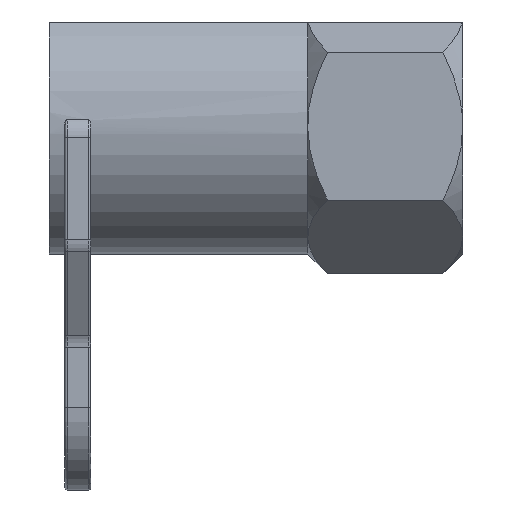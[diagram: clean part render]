
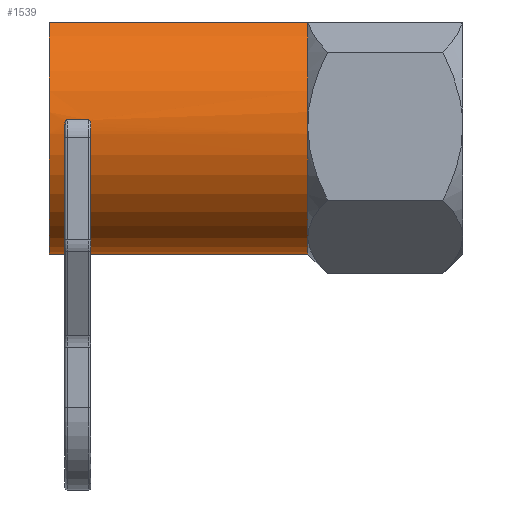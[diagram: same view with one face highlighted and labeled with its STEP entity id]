
A CAD part, left-side view. The second image highlights one B-rep face of the part: STEP entity #1539.
In plain terms, the highlighted cylindrical face has radius 30.96 mm (diameter 61.921 mm), a partial arc.
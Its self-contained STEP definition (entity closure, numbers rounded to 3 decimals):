
#46 = CIRCLE ( 'NONE', #104, 30.96 ) ;
#47 = CARTESIAN_POINT ( 'NONE',  ( 0., 37.5, -30.96 ) ) ;
#48 = DIRECTION ( 'NONE',  ( 0., -1., 0. ) ) ;
#49 = VECTOR ( 'NONE', #48, 1000. ) ;
#50 = CARTESIAN_POINT ( 'NONE',  ( 0., 100., -30.96 ) ) ;
#51 = LINE ( 'NONE', #50, #49 ) ;
#97 = DIRECTION ( 'NONE',  ( 0., 1., 0. ) ) ;
#98 = VECTOR ( 'NONE', #97, 1000. ) ;
#99 = CARTESIAN_POINT ( 'NONE',  ( -18.011, 37.5, 25.182 ) ) ;
#100 = LINE ( 'NONE', #99, #98 ) ;
#101 = DIRECTION ( 'NONE',  ( 0., 0., 1. ) ) ;
#102 = DIRECTION ( 'NONE',  ( 0., 1., 0. ) ) ;
#103 = CARTESIAN_POINT ( 'NONE',  ( 0., 37.5, 0. ) ) ;
#104 = AXIS2_PLACEMENT_3D ( 'NONE', #103, #102, #101 ) ;
#105 = CARTESIAN_POINT ( 'NONE',  ( -18.011, 37.5, 25.182 ) ) ;
#210 = DIRECTION ( 'NONE',  ( 0., 0., -1. ) ) ;
#211 = DIRECTION ( 'NONE',  ( 0., -1., 0. ) ) ;
#212 = CARTESIAN_POINT ( 'NONE',  ( 0., 100., 0. ) ) ;
#223 = AXIS2_PLACEMENT_3D ( 'NONE', #212, #211, #210 ) ;
#224 = FACE_BOUND ( 'NONE', #1540, .T. ) ;
#226 = CYLINDRICAL_SURFACE ( 'NONE', #223, 30.96 ) ;
#227 = FACE_OUTER_BOUND ( 'NONE', #1429, .T. ) ;
#1421 = ORIENTED_EDGE ( 'NONE', *, *, #1422, .T. ) ;
#1422 = EDGE_CURVE ( 'NONE', #1463, #1423, #2827, .T. ) ;
#1423 = VERTEX_POINT ( 'NONE', #2823 ) ;
#1424 = ORIENTED_EDGE ( 'NONE', *, *, #1425, .T. ) ;
#1425 = EDGE_CURVE ( 'NONE', #1423, #1426, #2822, .T. ) ;
#1426 = VERTEX_POINT ( 'NONE', #2821 ) ;
#1427 = ORIENTED_EDGE ( 'NONE', *, *, #1428, .T. ) ;
#1428 = EDGE_CURVE ( 'NONE', #1426, #1456, #2820, .T. ) ;
#1429 = EDGE_LOOP ( 'NONE', ( #1430, #1434, #1483, #1486 ) ) ;
#1430 = ORIENTED_EDGE ( 'NONE', *, *, #1431, .F. ) ;
#1431 = EDGE_CURVE ( 'NONE', #1432, #1433, #2806, .T. ) ;
#1432 = VERTEX_POINT ( 'NONE', #2802 ) ;
#1433 = VERTEX_POINT ( 'NONE', #2801 ) ;
#1434 = ORIENTED_EDGE ( 'NONE', *, *, #1481, .T. ) ;
#1455 = EDGE_CURVE ( 'NONE', #1456, #1457, #2883, .T. ) ;
#1456 = VERTEX_POINT ( 'NONE', #2879 ) ;
#1457 = VERTEX_POINT ( 'NONE', #2878 ) ;
#1458 = ORIENTED_EDGE ( 'NONE', *, *, #1459, .F. ) ;
#1459 = EDGE_CURVE ( 'NONE', #1460, #1457, #2877, .T. ) ;
#1460 = VERTEX_POINT ( 'NONE', #2872 ) ;
#1461 = ORIENTED_EDGE ( 'NONE', *, *, #1462, .T. ) ;
#1462 = EDGE_CURVE ( 'NONE', #1460, #1463, #2870, .T. ) ;
#1463 = VERTEX_POINT ( 'NONE', #2869 ) ;
#1481 = EDGE_CURVE ( 'NONE', #1432, #1482, #51, .T. ) ;
#1482 = VERTEX_POINT ( 'NONE', #47 ) ;
#1483 = ORIENTED_EDGE ( 'NONE', *, *, #1484, .T. ) ;
#1484 = EDGE_CURVE ( 'NONE', #1482, #1485, #46, .T. ) ;
#1485 = VERTEX_POINT ( 'NONE', #105 ) ;
#1486 = ORIENTED_EDGE ( 'NONE', *, *, #1487, .T. ) ;
#1487 = EDGE_CURVE ( 'NONE', #1485, #1433, #100, .T. ) ;
#1539 = ADVANCED_FACE ( 'NONE', ( #224, #227 ), #226, .T. ) ;
#1540 = EDGE_LOOP ( 'NONE', ( #1541, #1458, #1461, #1421, #1424, #1427 ) ) ;
#1541 = ORIENTED_EDGE ( 'NONE', *, *, #1455, .T. ) ;
#1846 = CARTESIAN_POINT ( 'NONE',  ( -30.925, 95.857, 1.474 ) ) ;
#2096 = CARTESIAN_POINT ( 'NONE',  ( -30.924, 95.7, 1.5 ) ) ;
#2097 = CARTESIAN_POINT ( 'NONE',  ( -30.924, 95.78, 1.5 ) ) ;
#2801 = CARTESIAN_POINT ( 'NONE',  ( -18.011, 100., 25.182 ) ) ;
#2802 = CARTESIAN_POINT ( 'NONE',  ( 0., 100., -30.96 ) ) ;
#2803 = DIRECTION ( 'NONE',  ( 0., 0., 1. ) ) ;
#2804 = DIRECTION ( 'NONE',  ( 0., 1., 0. ) ) ;
#2805 = AXIS2_PLACEMENT_3D ( 'NONE', #2811, #2804, #2803 ) ;
#2806 = CIRCLE ( 'NONE', #2805, 30.96 ) ;
#2807 = DIRECTION ( 'NONE',  ( 0., 0., 1. ) ) ;
#2808 = DIRECTION ( 'NONE',  ( 0., -1., 0. ) ) ;
#2809 = CARTESIAN_POINT ( 'NONE',  ( 0., 90., 0. ) ) ;
#2810 = AXIS2_PLACEMENT_3D ( 'NONE', #2809, #2808, #2807 ) ;
#2811 = CARTESIAN_POINT ( 'NONE',  ( 0., 100., 0. ) ) ;
#2812 = CARTESIAN_POINT ( 'NONE',  ( -30.95, 90., 0.81 ) ) ;
#2813 = CARTESIAN_POINT ( 'NONE',  ( -30.946, 90., 0.968 ) ) ;
#2814 = CARTESIAN_POINT ( 'NONE',  ( -30.94, 90.035, 1.125 ) ) ;
#2815 = CARTESIAN_POINT ( 'NONE',  ( -30.932, 90.159, 1.327 ) ) ;
#2816 = CARTESIAN_POINT ( 'NONE',  ( -30.929, 90.212, 1.386 ) ) ;
#2817 = CARTESIAN_POINT ( 'NONE',  ( -30.925, 90.343, 1.474 ) ) ;
#2818 = CARTESIAN_POINT ( 'NONE',  ( -30.924, 90.42, 1.5 ) ) ;
#2819 = CARTESIAN_POINT ( 'NONE',  ( -30.924, 90.5, 1.5 ) ) ;
#2820 = CIRCLE ( 'NONE', #2810, 30.96 ) ;
#2821 = CARTESIAN_POINT ( 'NONE',  ( -30.95, 90., 0.81 ) ) ;
#2822 = B_SPLINE_CURVE_WITH_KNOTS ( 'NONE', 3,
 ( #2819, #2818, #2817, #2816, #2815, #2814, #2813, #2812 ),
 .UNSPECIFIED., .F., .F.,
 ( 4, 2, 2, 4 ),
 ( 0., 0., 0., 0.001 ),
 .UNSPECIFIED. ) ;
#2823 = CARTESIAN_POINT ( 'NONE',  ( -30.924, 90.5, 1.5 ) ) ;
#2824 = DIRECTION ( 'NONE',  ( 0., -1., 0. ) ) ;
#2825 = VECTOR ( 'NONE', #2824, 1000. ) ;
#2826 = CARTESIAN_POINT ( 'NONE',  ( -30.924, 96.2, 1.5 ) ) ;
#2827 = LINE ( 'NONE', #2826, #2825 ) ;
#2862 = CARTESIAN_POINT ( 'NONE',  ( -30.929, 95.989, 1.385 ) ) ;
#2863 = CARTESIAN_POINT ( 'NONE',  ( -30.932, 96.042, 1.325 ) ) ;
#2864 = CARTESIAN_POINT ( 'NONE',  ( -30.937, 96.124, 1.192 ) ) ;
#2865 = CARTESIAN_POINT ( 'NONE',  ( -30.94, 96.153, 1.118 ) ) ;
#2866 = CARTESIAN_POINT ( 'NONE',  ( -30.945, 96.191, 0.966 ) ) ;
#2867 = CARTESIAN_POINT ( 'NONE',  ( -30.948, 96.2, 0.889 ) ) ;
#2868 = CARTESIAN_POINT ( 'NONE',  ( -30.95, 96.2, 0.81 ) ) ;
#2869 = CARTESIAN_POINT ( 'NONE',  ( -30.924, 95.7, 1.5 ) ) ;
#2870 = B_SPLINE_CURVE_WITH_KNOTS ( 'NONE', 3,
 ( #2868, #2867, #2866, #2865, #2864, #2863, #2862, #1846, #2097, #2096 ),
 .UNSPECIFIED., .F., .F.,
 ( 4, 2, 2, 2, 4 ),
 ( 0., 0., 0., 0.001, 0.001 ),
 .UNSPECIFIED. ) ;
#2872 = CARTESIAN_POINT ( 'NONE',  ( -30.95, 96.2, 0.81 ) ) ;
#2873 = DIRECTION ( 'NONE',  ( 0., 0., 1. ) ) ;
#2874 = DIRECTION ( 'NONE',  ( 0., -1., 0. ) ) ;
#2875 = CARTESIAN_POINT ( 'NONE',  ( 0., 96.2, 0. ) ) ;
#2876 = AXIS2_PLACEMENT_3D ( 'NONE', #2875, #2874, #2873 ) ;
#2877 = CIRCLE ( 'NONE', #2876, 30.96 ) ;
#2878 = CARTESIAN_POINT ( 'NONE',  ( -30.896, 96.2, -2. ) ) ;
#2879 = CARTESIAN_POINT ( 'NONE',  ( -30.896, 90., -2. ) ) ;
#2880 = DIRECTION ( 'NONE',  ( 0., 1., 0. ) ) ;
#2881 = VECTOR ( 'NONE', #2880, 1000. ) ;
#2882 = CARTESIAN_POINT ( 'NONE',  ( -30.896, -0.001, -2. ) ) ;
#2883 = LINE ( 'NONE', #2882, #2881 ) ;
